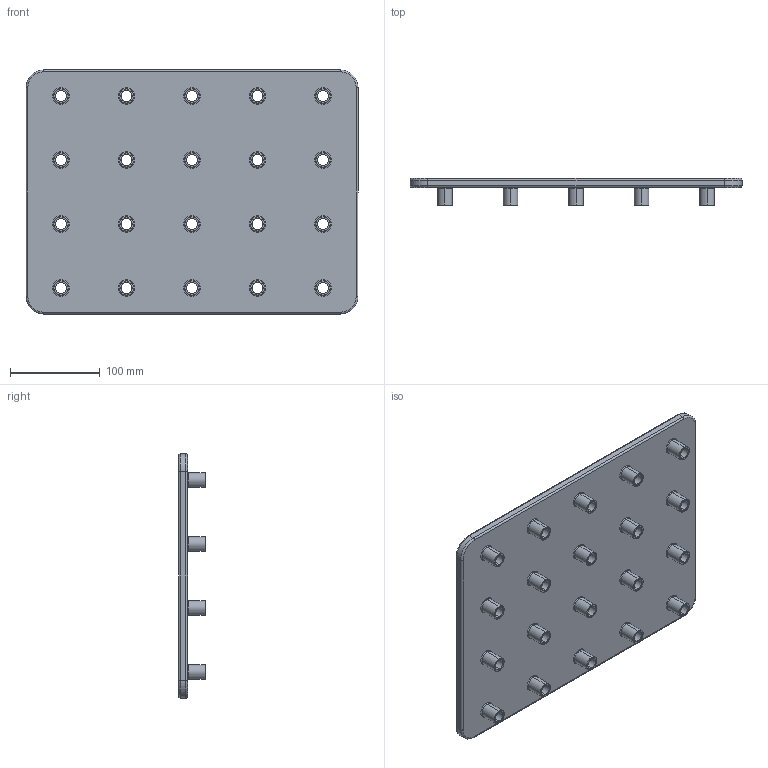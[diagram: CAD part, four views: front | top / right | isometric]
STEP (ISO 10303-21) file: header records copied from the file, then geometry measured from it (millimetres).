
FILE_DESCRIPTION (( 'STEP AP214' ), '1' );
FILE_NAME ('Druckplatte-neu-MS.STEP', '2015-08-11T22:09:51', ( '' ), ( '' ), 'SwSTEP 2.0', 'SolidWorks 2011', '' );
FILE_SCHEMA (( 'AUTOMOTIVE_DESIGN' ));
Length unit declared in the file: millimetre
Products named in the file (1): Druckplatte-neu-MS
Bounding box: 370 x 30 x 271.99 mm (x, y, z)
Volume: 1013127.5 mm3; surface area: 248671.8 mm2
Topology: 1 solids, 1 shells, 286 faces, 616 edges, 352 vertices
Faces by surface type: torus 168, cylinder 92, plane 26
Entity records: 7978 total; most frequent: DIRECTION 1702, CARTESIAN_POINT 1255, ORIENTED_EDGE 1232, AXIS2_PLACEMENT_3D 799, EDGE_CURVE 616, CIRCLE 512, VERTEX_POINT 352, EDGE_LOOP 346
